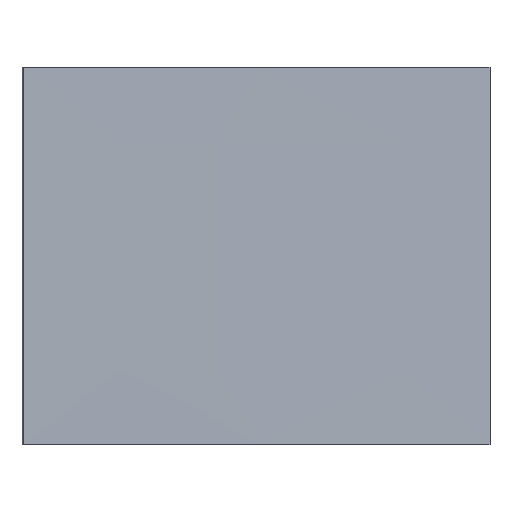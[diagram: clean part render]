
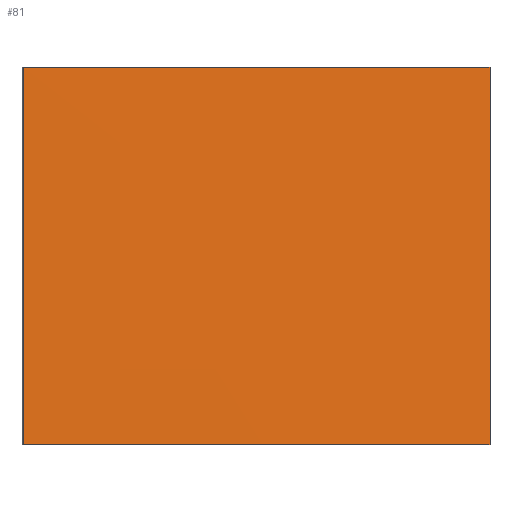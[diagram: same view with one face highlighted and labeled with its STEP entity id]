
A CAD part, front view. The second image highlights one B-rep face of the part: STEP entity #81.
In plain terms, the highlighted face is a extrusion surface.
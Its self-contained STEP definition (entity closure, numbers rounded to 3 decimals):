
#32=CARTESIAN_POINT('Control Point',(530.93,-1.121,0.)) ;
#33=CARTESIAN_POINT('Control Point',(511.044,-5.666,0.)) ;
#34=CARTESIAN_POINT('Control Point',(490.152,-10.399,0.)) ;
#35=CARTESIAN_POINT('Control Point',(468.607,-15.169,0.)) ;
#36=CARTESIAN_POINT('Control Point',(446.688,-19.848,0.)) ;
#37=CARTESIAN_POINT('Control Point',(424.615,-24.327,0.)) ;
#42=CARTESIAN_POINT('Control Point',(530.93,-1.121,86.)) ;
#43=CARTESIAN_POINT('Control Point',(511.044,-5.666,86.)) ;
#44=CARTESIAN_POINT('Control Point',(490.152,-10.399,86.)) ;
#45=CARTESIAN_POINT('Control Point',(468.607,-15.169,86.)) ;
#46=CARTESIAN_POINT('Control Point',(446.688,-19.848,86.)) ;
#47=CARTESIAN_POINT('Control Point',(424.615,-24.327,86.)) ;
#48=CARTESIAN_POINT('Vertex',(530.93,-1.121,86.)) ;
#50=CARTESIAN_POINT('Vertex',(424.615,-24.327,86.)) ;
#53=CARTESIAN_POINT('Line Origine',(424.615,-24.327,43.)) ;
#57=CARTESIAN_POINT('Vertex',(424.615,-24.327,0.)) ;
#61=CARTESIAN_POINT('Control Point',(530.93,-1.121,0.)) ;
#62=CARTESIAN_POINT('Control Point',(511.044,-5.666,0.)) ;
#63=CARTESIAN_POINT('Control Point',(490.152,-10.399,0.)) ;
#64=CARTESIAN_POINT('Control Point',(468.607,-15.169,0.)) ;
#65=CARTESIAN_POINT('Control Point',(446.688,-19.848,0.)) ;
#66=CARTESIAN_POINT('Control Point',(424.615,-24.327,0.)) ;
#67=CARTESIAN_POINT('Vertex',(530.93,-1.121,0.)) ;
#70=CARTESIAN_POINT('Line Origine',(530.93,-1.121,43.)) ;
#39=VECTOR('Extrusion Surface Vector',#38,1.) ;
#55=VECTOR('Line Direction',#54,1.) ;
#72=VECTOR('Line Direction',#71,1.) ;
#38=DIRECTION('Vector Direction',(0.,0.,1.)) ;
#54=DIRECTION('Vector Direction',(0.,0.,1.)) ;
#71=DIRECTION('Vector Direction',(0.,0.,1.)) ;
#56=LINE('Line',#53,#55) ;
#73=LINE('Line',#70,#72) ;
#52=EDGE_CURVE('',#49,#51,#41,.T.) ;
#59=EDGE_CURVE('',#58,#51,#56,.T.) ;
#69=EDGE_CURVE('',#68,#58,#60,.T.) ;
#74=EDGE_CURVE('',#68,#49,#73,.T.) ;
#76=ORIENTED_EDGE('',*,*,#52,.T.) ;
#77=ORIENTED_EDGE('',*,*,#59,.F.) ;
#78=ORIENTED_EDGE('',*,*,#69,.F.) ;
#79=ORIENTED_EDGE('',*,*,#74,.T.) ;
#75=EDGE_LOOP('',(#76,#77,#78,#79)) ;
#49=VERTEX_POINT('',#48) ;
#51=VERTEX_POINT('',#50) ;
#58=VERTEX_POINT('',#57) ;
#68=VERTEX_POINT('',#67) ;
#81=ADVANCED_FACE('PartBody',(#80),#40,.F.) ;
#31=B_SPLINE_CURVE_WITH_KNOTS('',5,(#32,#33,#34,#35,#36,#37),.UNSPECIFIED.,.F.,.U.,(6,6),(0.,108.823),.UNSPECIFIED.) ;
#41=B_SPLINE_CURVE_WITH_KNOTS('',5,(#42,#43,#44,#45,#46,#47),.UNSPECIFIED.,.F.,.U.,(6,6),(500000.,500000.15),.UNSPECIFIED.) ;
#60=B_SPLINE_CURVE_WITH_KNOTS('',5,(#61,#62,#63,#64,#65,#66),.UNSPECIFIED.,.F.,.U.,(6,6),(500000.,500000.15),.UNSPECIFIED.) ;
#80=FACE_OUTER_BOUND('',#75,.T.) ;
#40=SURFACE_OF_LINEAR_EXTRUSION('generated tabulated cylinder',#31,#39) ;
